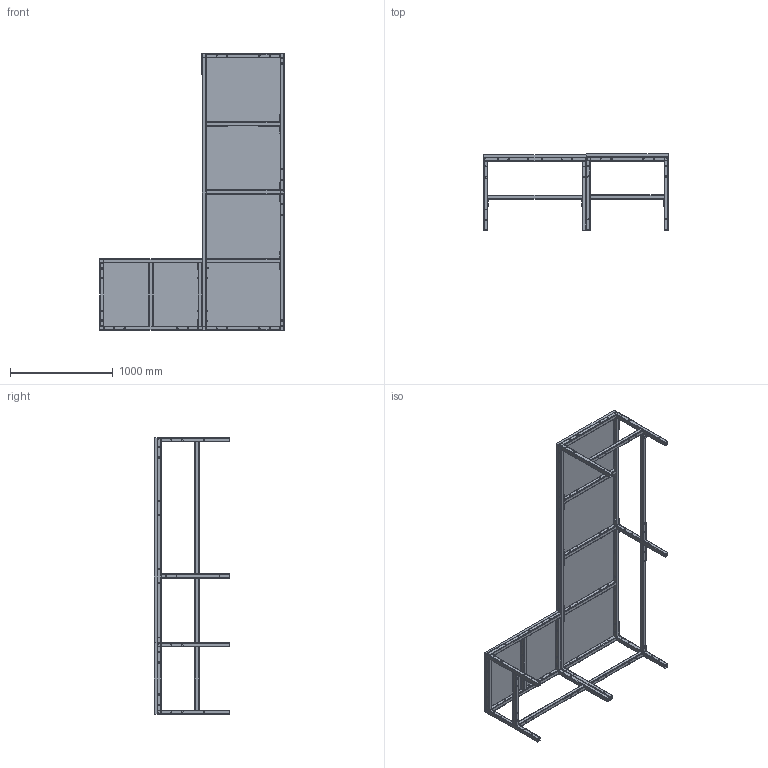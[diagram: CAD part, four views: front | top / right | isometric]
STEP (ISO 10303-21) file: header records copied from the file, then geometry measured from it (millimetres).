
FILE_DESCRIPTION (( 'STEP AP214' ), '1' );
FILE_NAME ('L Table.STEP', '2025-05-09T18:16:51', ( '' ), ( '' ), 'SwSTEP 2.0', 'SolidWorks 2022', '' );
FILE_SCHEMA (( 'AUTOMOTIVE_DESIGN' ));
Length unit declared in the file: millimetre
Products named in the file (24): yanmasa; profil2700; profil_yan_670_ayaksolon; profil920; profil_yan_620_orta; Masa_Karkas; profil_yan_1000_arka; L_2.5mm; hex nut style 1 gradeab_din_Hexagon Nut ISO 4032 - M8 - D - C; TE_2_5; socket head cap screw_am_B18.3.1M - 8 x 1.25 x 90 Hex SHCS -- 28CHX; socket head cap screw_am_B18.3.1M - 8 x 1.25 x 100 Hex SHCS -- 28CHX; profil1290; profil_yan_670_ayaksolarka; profil_yan_620_ic; profil_yan_670_ayaksagarka; L Table; profil_yan_620_dis; profil_yan_1000_on; profil670; kose_2_5mm; Tabla; profil720; 1000x700_oak
Assembly tree (81 placements, depth 3):
  L Table
    Masa_Karkas
      profil2700  x2
      profil720  x7
      profil670  x5
      kose_2_5mm  x7
      L_2.5mm  x20
      TE_2_5
      profil1290  x2
      Tabla
    yanmasa
      profil_yan_1000_arka
      profil_yan_1000_on
      profil_yan_620_dis  x2
      profil_yan_620_orta
      profil_yan_620_ic
      profil_yan_670_ayaksolarka
      profil_yan_670_ayaksagarka
      profil_yan_670_ayaksolon
      kose_2_5mm  x5
      L_2.5mm  x10
      profil920
      1000x700_oak
    hex nut style 1 gradeab_din_Hexagon Nut ISO 4032 - M8 - D - C  x4
    socket head cap screw_am_B18.3.1M - 8 x 1.25 x 100 Hex SHCS -- 28CHX
    socket head cap screw_am_B18.3.1M - 8 x 1.25 x 90 Hex SHCS -- 28CHX  x3
Bounding box: 1805 x 738 x 2705 mm (x, y, z)
Volume: 85979166.5 mm3; surface area: 13924465.1 mm2
Topology: 79 solids, 79 shells, 2117 faces, 5497 edges, 3538 vertices
Faces by surface type: cylinder 1194, plane 827, cone 88, torus 8
Entity records: 23511 total; most frequent: DIRECTION 4163, CARTESIAN_POINT 3866, ORIENTED_EDGE 3598, EDGE_CURVE 1799, AXIS2_PLACEMENT_3D 1639, VERTEX_POINT 1182, EDGE_LOOP 991, CIRCLE 890
